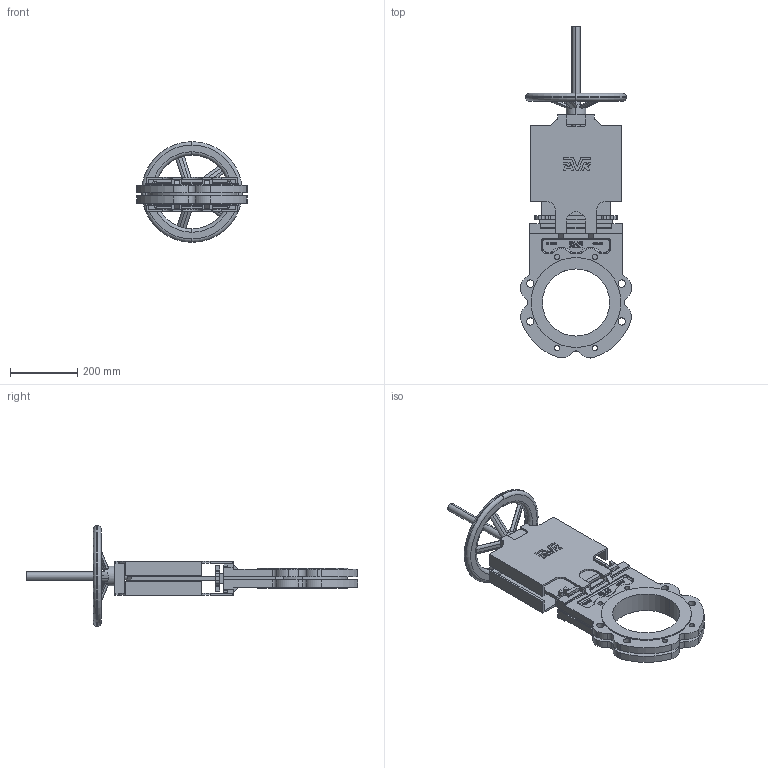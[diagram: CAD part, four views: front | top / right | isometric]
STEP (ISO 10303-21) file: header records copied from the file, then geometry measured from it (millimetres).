
FILE_DESCRIPTION (( 'STEP AP203' ), '1' );
FILE_NAME ('70220020034.STEP', '2017-03-22T10:51:10', ( '' ), ( '' ), 'SwSTEP 2.0', 'SolidWorks 2016', '' );
FILE_SCHEMA (( 'CONFIG_CONTROL_DESIGN' ));
Products named in the file (1): 70220020034
Bounding box: 330.56 x 989.27 x 300 mm (x, y, z)
Volume: 7278035.5 mm3; surface area: 1016922.3 mm2
Topology: 1 solids, 1 shells, 1200 faces, 3386 edges, 2222 vertices
Faces by surface type: plane 547, cylinder 455, bspline 164, torus 32, cone 2
Entity records: 49646 total; most frequent: CARTESIAN_POINT 18855, ORIENTED_EDGE 6752, DIRECTION 5983, EDGE_CURVE 3376, VERTEX_POINT 2222, LINE 2039, VECTOR 2039, AXIS2_PLACEMENT_3D 1972
